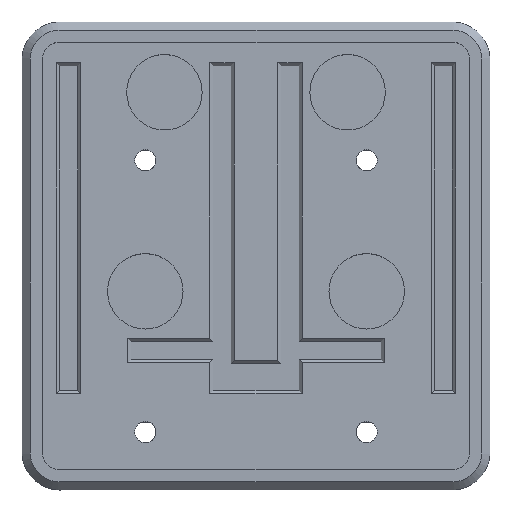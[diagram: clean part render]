
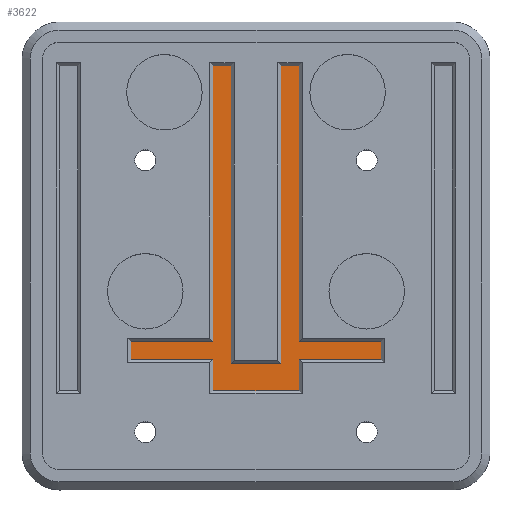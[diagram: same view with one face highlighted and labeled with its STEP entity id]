
A CAD part, top view. The second image highlights one B-rep face of the part: STEP entity #3622.
In plain terms, the highlighted planar face has unit normal (0, 0, 1).
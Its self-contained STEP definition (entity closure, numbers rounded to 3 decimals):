
#160=PLANE('',#3873);
#354=FACE_OUTER_BOUND('',#572,.T.);
#572=EDGE_LOOP('',(#2902,#2903,#2904,#2905,#2906,#2907,#2908,#2909,#2910,
#2911,#2912,#2913,#2914,#2915,#2916,#2917));
#881=LINE('',#5451,#1313);
#885=LINE('',#5459,#1317);
#888=LINE('',#5465,#1320);
#891=LINE('',#5471,#1323);
#894=LINE('',#5477,#1326);
#897=LINE('',#5483,#1329);
#900=LINE('',#5489,#1332);
#903=LINE('',#5495,#1335);
#906=LINE('',#5501,#1338);
#910=LINE('',#5509,#1342);
#913=LINE('',#5515,#1345);
#916=LINE('',#5521,#1348);
#919=LINE('',#5527,#1351);
#922=LINE('',#5533,#1354);
#925=LINE('',#5539,#1357);
#928=LINE('',#5543,#1360);
#1313=VECTOR('',#4427,10.);
#1317=VECTOR('',#4433,10.);
#1320=VECTOR('',#4438,10.);
#1323=VECTOR('',#4443,10.);
#1326=VECTOR('',#4448,10.);
#1329=VECTOR('',#4453,10.);
#1332=VECTOR('',#4458,10.);
#1335=VECTOR('',#4463,10.);
#1338=VECTOR('',#4468,10.);
#1342=VECTOR('',#4474,10.);
#1345=VECTOR('',#4479,10.);
#1348=VECTOR('',#4484,10.);
#1351=VECTOR('',#4489,10.);
#1354=VECTOR('',#4494,10.);
#1357=VECTOR('',#4499,10.);
#1360=VECTOR('',#4504,10.);
#1767=VERTEX_POINT('',#5449);
#1768=VERTEX_POINT('',#5450);
#1771=VERTEX_POINT('',#5458);
#1773=VERTEX_POINT('',#5464);
#1775=VERTEX_POINT('',#5470);
#1777=VERTEX_POINT('',#5476);
#1779=VERTEX_POINT('',#5482);
#1781=VERTEX_POINT('',#5488);
#1783=VERTEX_POINT('',#5494);
#1785=VERTEX_POINT('',#5500);
#1788=VERTEX_POINT('',#5508);
#1790=VERTEX_POINT('',#5514);
#1792=VERTEX_POINT('',#5520);
#1794=VERTEX_POINT('',#5526);
#1796=VERTEX_POINT('',#5532);
#1798=VERTEX_POINT('',#5538);
#2156=EDGE_CURVE('',#1767,#1768,#881,.T.);
#2160=EDGE_CURVE('',#1768,#1771,#885,.T.);
#2163=EDGE_CURVE('',#1771,#1773,#888,.T.);
#2166=EDGE_CURVE('',#1773,#1775,#891,.T.);
#2169=EDGE_CURVE('',#1775,#1777,#894,.T.);
#2172=EDGE_CURVE('',#1777,#1779,#897,.T.);
#2175=EDGE_CURVE('',#1779,#1781,#900,.T.);
#2178=EDGE_CURVE('',#1781,#1783,#903,.T.);
#2181=EDGE_CURVE('',#1783,#1785,#906,.T.);
#2185=EDGE_CURVE('',#1785,#1788,#910,.T.);
#2188=EDGE_CURVE('',#1788,#1790,#913,.T.);
#2191=EDGE_CURVE('',#1790,#1792,#916,.T.);
#2194=EDGE_CURVE('',#1792,#1794,#919,.T.);
#2197=EDGE_CURVE('',#1794,#1796,#922,.T.);
#2200=EDGE_CURVE('',#1796,#1798,#925,.T.);
#2203=EDGE_CURVE('',#1798,#1767,#928,.T.);
#2902=ORIENTED_EDGE('',*,*,#2156,.F.);
#2903=ORIENTED_EDGE('',*,*,#2203,.F.);
#2904=ORIENTED_EDGE('',*,*,#2200,.F.);
#2905=ORIENTED_EDGE('',*,*,#2197,.F.);
#2906=ORIENTED_EDGE('',*,*,#2194,.F.);
#2907=ORIENTED_EDGE('',*,*,#2191,.F.);
#2908=ORIENTED_EDGE('',*,*,#2188,.F.);
#2909=ORIENTED_EDGE('',*,*,#2185,.F.);
#2910=ORIENTED_EDGE('',*,*,#2181,.F.);
#2911=ORIENTED_EDGE('',*,*,#2178,.F.);
#2912=ORIENTED_EDGE('',*,*,#2175,.F.);
#2913=ORIENTED_EDGE('',*,*,#2172,.F.);
#2914=ORIENTED_EDGE('',*,*,#2169,.F.);
#2915=ORIENTED_EDGE('',*,*,#2166,.F.);
#2916=ORIENTED_EDGE('',*,*,#2163,.F.);
#2917=ORIENTED_EDGE('',*,*,#2160,.F.);
#3622=ADVANCED_FACE('',(#354),#160,.F.);
#3873=AXIS2_PLACEMENT_3D('',#5578,#4538,#4539);
#4427=DIRECTION('',(0.,1.,0.));
#4433=DIRECTION('',(1.,0.,0.));
#4438=DIRECTION('',(0.,-1.,0.));
#4443=DIRECTION('',(1.,0.,0.));
#4448=DIRECTION('',(0.,-1.,0.));
#4453=DIRECTION('',(-1.,0.,0.));
#4458=DIRECTION('',(0.,-1.,0.));
#4463=DIRECTION('',(-1.,0.,0.));
#4468=DIRECTION('',(0.,1.,0.));
#4474=DIRECTION('',(-1.,0.,0.));
#4479=DIRECTION('',(0.,1.,0.));
#4484=DIRECTION('',(1.,0.,0.));
#4489=DIRECTION('',(0.,1.,0.));
#4494=DIRECTION('',(1.,0.,0.));
#4499=DIRECTION('',(0.,-1.,0.));
#4504=DIRECTION('',(1.,0.,0.));
#4538=DIRECTION('center_axis',(0.,0.,-1.));
#4539=DIRECTION('ref_axis',(1.,0.,0.));
#5449=CARTESIAN_POINT('',(150.98,-71.45,-2.54));
#5450=CARTESIAN_POINT('',(150.98,-41.84,-2.54));
#5451=CARTESIAN_POINT('',(150.98,-51.145,-2.54));
#5458=CARTESIAN_POINT('',(152.78,-41.84,-2.54));
#5459=CARTESIAN_POINT('',(150.79,-41.84,-2.54));
#5464=CARTESIAN_POINT('',(152.78,-69.226,-2.54));
#5465=CARTESIAN_POINT('',(152.78,-64.838,-2.54));
#5470=CARTESIAN_POINT('',(160.933,-69.226,-2.54));
#5471=CARTESIAN_POINT('',(154.867,-69.226,-2.54));
#5476=CARTESIAN_POINT('',(160.933,-71.026,-2.54));
#5477=CARTESIAN_POINT('',(160.933,-66.038,-2.54));
#5482=CARTESIAN_POINT('',(152.78,-71.026,-2.54));
#5483=CARTESIAN_POINT('',(150.79,-71.026,-2.54));
#5488=CARTESIAN_POINT('',(152.78,-74.12,-2.54));
#5489=CARTESIAN_POINT('',(152.78,-67.585,-2.54));
#5494=CARTESIAN_POINT('',(144.22,-74.12,-2.54));
#5495=CARTESIAN_POINT('',(146.21,-74.12,-2.54));
#5500=CARTESIAN_POINT('',(144.22,-71.026,-2.54));
#5501=CARTESIAN_POINT('',(144.22,-66.038,-2.54));
#5508=CARTESIAN_POINT('',(136.067,-71.026,-2.54));
#5509=CARTESIAN_POINT('',(142.133,-71.026,-2.54));
#5514=CARTESIAN_POINT('',(136.067,-69.226,-2.54));
#5515=CARTESIAN_POINT('',(136.067,-64.838,-2.54));
#5520=CARTESIAN_POINT('',(144.22,-69.226,-2.54));
#5521=CARTESIAN_POINT('',(146.21,-69.226,-2.54));
#5526=CARTESIAN_POINT('',(144.22,-41.84,-2.54));
#5527=CARTESIAN_POINT('',(144.22,-51.145,-2.54));
#5532=CARTESIAN_POINT('',(146.02,-41.84,-2.54));
#5533=CARTESIAN_POINT('',(147.41,-41.84,-2.54));
#5538=CARTESIAN_POINT('',(146.02,-71.45,-2.54));
#5539=CARTESIAN_POINT('',(146.02,-65.95,-2.54));
#5543=CARTESIAN_POINT('',(149.59,-71.45,-2.54));
#5578=CARTESIAN_POINT('Origin',(148.5,-60.75,-2.54));
